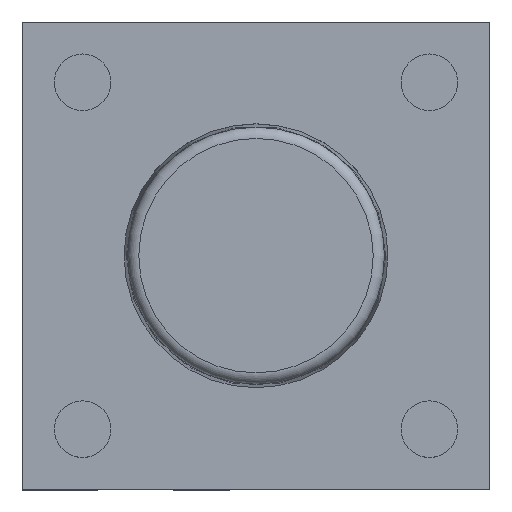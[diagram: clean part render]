
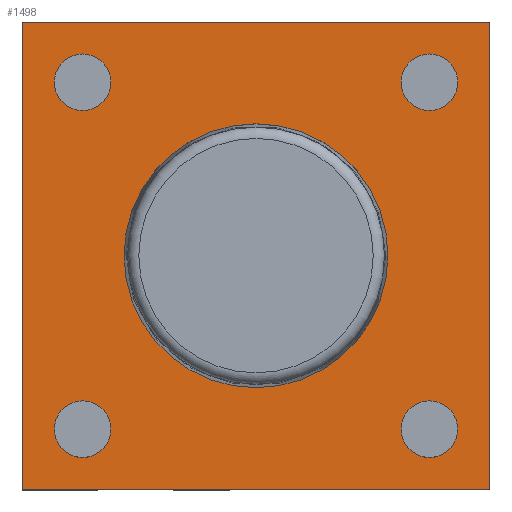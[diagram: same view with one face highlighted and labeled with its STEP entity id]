
A CAD part, top view. The second image highlights one B-rep face of the part: STEP entity #1498.
In plain terms, the highlighted planar face has unit normal (0, 0, 1).
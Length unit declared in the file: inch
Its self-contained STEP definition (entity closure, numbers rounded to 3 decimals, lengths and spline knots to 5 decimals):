
#1397=CARTESIAN_POINT('',(0.0689,0.,0.06929));
#1398=VERTEX_POINT('',#1397);
#1399=CARTESIAN_POINT('',(0.,0.,0.06929));
#1400=DIRECTION('',(0.0,0.0,-1.0));
#1401=DIRECTION('',(-1.0,0.0,0.0));
#1402=AXIS2_PLACEMENT_3D('',#1399,#1400,#1401);
#1403=CIRCLE('',#1402,0.0689);
#1404=EDGE_CURVE('',#1398,#1398,#1403,.T.);
#1412=CARTESIAN_POINT('',(-0.13425,-0.13425,0.06929));
#1413=DIRECTION('',(0.0,0.0,1.0));
#1414=DIRECTION('',(1.0,0.0,0.0));
#1415=AXIS2_PLACEMENT_3D('',#1412,#1413,#1414);
#1416=PLANE('',#1415);
#1417=CARTESIAN_POINT('',(0.12205,0.12205,0.06929));
#1418=VERTEX_POINT('',#1417);
#1419=CARTESIAN_POINT('',(0.12205,-0.12205,0.06929));
#1420=VERTEX_POINT('',#1419);
#1421=CARTESIAN_POINT('',(0.12205,0.12205,0.06929));
#1422=DIRECTION('',(0.0,-1.0,0.0));
#1423=VECTOR('',#1422,0.24409);
#1424=LINE('',#1421,#1423);
#1425=EDGE_CURVE('',#1418,#1420,#1424,.T.);
#1426=ORIENTED_EDGE('',*,*,#1425,.F.);
#1427=CARTESIAN_POINT('',(-0.12205,0.12205,0.06929));
#1428=VERTEX_POINT('',#1427);
#1429=CARTESIAN_POINT('',(-0.12205,0.12205,0.06929));
#1430=DIRECTION('',(1.0,0.0,0.0));
#1431=VECTOR('',#1430,0.24409);
#1432=LINE('',#1429,#1431);
#1433=EDGE_CURVE('',#1428,#1418,#1432,.T.);
#1434=ORIENTED_EDGE('',*,*,#1433,.F.);
#1435=CARTESIAN_POINT('',(-0.12205,-0.12205,0.06929));
#1436=VERTEX_POINT('',#1435);
#1437=CARTESIAN_POINT('',(-0.12205,-0.12205,0.06929));
#1438=DIRECTION('',(0.0,1.0,0.0));
#1439=VECTOR('',#1438,0.24409);
#1440=LINE('',#1437,#1439);
#1441=EDGE_CURVE('',#1436,#1428,#1440,.T.);
#1442=ORIENTED_EDGE('',*,*,#1441,.F.);
#1443=CARTESIAN_POINT('',(0.12205,-0.12205,0.06929));
#1444=DIRECTION('',(-1.0,0.0,0.0));
#1445=VECTOR('',#1444,0.24409);
#1446=LINE('',#1443,#1445);
#1447=EDGE_CURVE('',#1420,#1436,#1446,.T.);
#1448=ORIENTED_EDGE('',*,*,#1447,.F.);
#1449=EDGE_LOOP('',(#1426,#1434,#1442,#1448));
#1450=FACE_OUTER_BOUND('',#1449,.T.);
#1451=ORIENTED_EDGE('',*,*,#1404,.T.);
#1452=EDGE_LOOP('',(#1451));
#1453=FACE_BOUND('',#1452,.T.);
#1454=CARTESIAN_POINT('',(0.10531,-0.09055,0.06929));
#1455=VERTEX_POINT('',#1454);
#1456=CARTESIAN_POINT('',(0.09055,-0.09055,0.06929));
#1457=DIRECTION('',(0.0,0.0,1.0));
#1458=DIRECTION('',(-1.0,0.0,0.0));
#1459=AXIS2_PLACEMENT_3D('',#1456,#1457,#1458);
#1460=CIRCLE('',#1459,0.01476);
#1461=EDGE_CURVE('',#1455,#1455,#1460,.T.);
#1462=ORIENTED_EDGE('',*,*,#1461,.F.);
#1463=EDGE_LOOP('',(#1462));
#1464=FACE_BOUND('',#1463,.T.);
#1465=CARTESIAN_POINT('',(-0.07579,-0.09055,0.06929));
#1466=VERTEX_POINT('',#1465);
#1467=CARTESIAN_POINT('',(-0.09055,-0.09055,0.06929));
#1468=DIRECTION('',(0.0,0.0,1.0));
#1469=DIRECTION('',(-1.0,0.0,0.0));
#1470=AXIS2_PLACEMENT_3D('',#1467,#1468,#1469);
#1471=CIRCLE('',#1470,0.01476);
#1472=EDGE_CURVE('',#1466,#1466,#1471,.T.);
#1473=ORIENTED_EDGE('',*,*,#1472,.F.);
#1474=EDGE_LOOP('',(#1473));
#1475=FACE_BOUND('',#1474,.T.);
#1476=CARTESIAN_POINT('',(0.10531,0.09055,0.06929));
#1477=VERTEX_POINT('',#1476);
#1478=CARTESIAN_POINT('',(0.09055,0.09055,0.06929));
#1479=DIRECTION('',(0.0,0.0,1.0));
#1480=DIRECTION('',(-1.0,0.0,0.0));
#1481=AXIS2_PLACEMENT_3D('',#1478,#1479,#1480);
#1482=CIRCLE('',#1481,0.01476);
#1483=EDGE_CURVE('',#1477,#1477,#1482,.T.);
#1484=ORIENTED_EDGE('',*,*,#1483,.F.);
#1485=EDGE_LOOP('',(#1484));
#1486=FACE_BOUND('',#1485,.T.);
#1487=CARTESIAN_POINT('',(-0.07579,0.09055,0.06929));
#1488=VERTEX_POINT('',#1487);
#1489=CARTESIAN_POINT('',(-0.09055,0.09055,0.06929));
#1490=DIRECTION('',(0.0,0.0,1.0));
#1491=DIRECTION('',(-1.0,0.0,0.0));
#1492=AXIS2_PLACEMENT_3D('',#1489,#1490,#1491);
#1493=CIRCLE('',#1492,0.01476);
#1494=EDGE_CURVE('',#1488,#1488,#1493,.T.);
#1495=ORIENTED_EDGE('',*,*,#1494,.F.);
#1496=EDGE_LOOP('',(#1495));
#1497=FACE_BOUND('',#1496,.T.);
#1498=ADVANCED_FACE('',(#1450,#1453,#1464,#1475,#1486,#1497),#1416,.T.);
